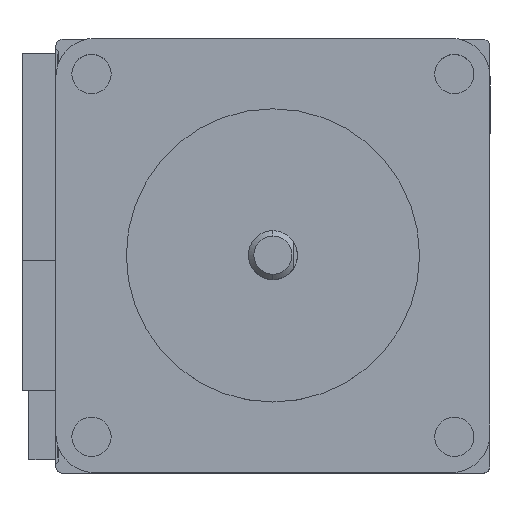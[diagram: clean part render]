
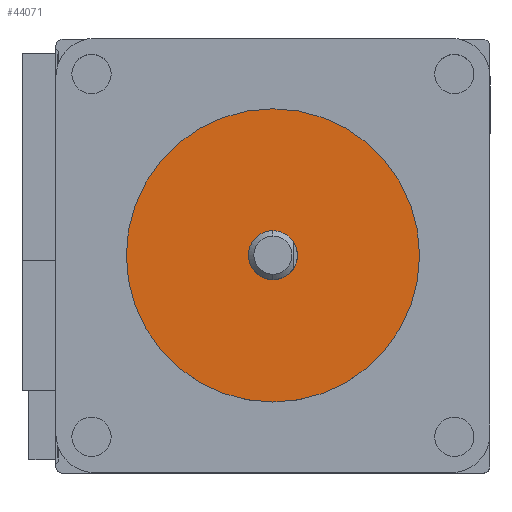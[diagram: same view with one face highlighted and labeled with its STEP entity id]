
A CAD part, top view. The second image highlights one B-rep face of the part: STEP entity #44071.
In plain terms, the highlighted planar face has unit normal (0, 0, 1).
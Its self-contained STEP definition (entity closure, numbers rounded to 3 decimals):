
#1440 = DIRECTION ( 'NONE',  ( 0., 1., 0. ) ) ;
#4363 = CARTESIAN_POINT ( 'NONE',  ( 0., 19.05, 7.6 ) ) ;
#7118 = AXIS2_PLACEMENT_3D ( 'NONE', #10804, #40709, #15102 ) ;
#10151 = ORIENTED_EDGE ( 'NONE', *, *, #19463, .T. ) ;
#10804 = CARTESIAN_POINT ( 'NONE',  ( 0., 0., 7.6 ) ) ;
#11165 = PLANE ( 'NONE',  #16467 ) ;
#15102 = DIRECTION ( 'NONE',  ( 0., 1., 0. ) ) ;
#15480 = CARTESIAN_POINT ( 'NONE',  ( 0., 0., 7.6 ) ) ;
#16467 = AXIS2_PLACEMENT_3D ( 'NONE', #15480, #45395, #19788 ) ;
#17189 = FACE_OUTER_BOUND ( 'NONE', #54869, .T. ) ;
#19463 = EDGE_CURVE ( 'NONE', #21468, #26947, #55122, .T. ) ;
#19788 = DIRECTION ( 'NONE',  ( 0., 1., 0. ) ) ;
#21468 = VERTEX_POINT ( 'NONE', #30822 ) ;
#26649 = EDGE_CURVE ( 'NONE', #26947, #21468, #41903, .T. ) ;
#26947 = VERTEX_POINT ( 'NONE', #4363 ) ;
#27148 = DIRECTION ( 'NONE',  ( 0., 0., 1. ) ) ;
#30822 = CARTESIAN_POINT ( 'NONE',  ( 0., -19.05, 7.6 ) ) ;
#40242 = ORIENTED_EDGE ( 'NONE', *, *, #26649, .T. ) ;
#40709 = DIRECTION ( 'NONE',  ( 0., 0., 1. ) ) ;
#41903 = CIRCLE ( 'NONE', #7118, 19.05 ) ;
#44071 = ADVANCED_FACE ( 'NONE', ( #17189 ), #11165, .T. ) ;
#44267 = AXIS2_PLACEMENT_3D ( 'NONE', #52711, #27148, #1440 ) ;
#45395 = DIRECTION ( 'NONE',  ( 0., 0., 1. ) ) ;
#52711 = CARTESIAN_POINT ( 'NONE',  ( 0., 0., 7.6 ) ) ;
#54869 = EDGE_LOOP ( 'NONE', ( #10151, #40242 ) ) ;
#55122 = CIRCLE ( 'NONE', #44267, 19.05 ) ;
